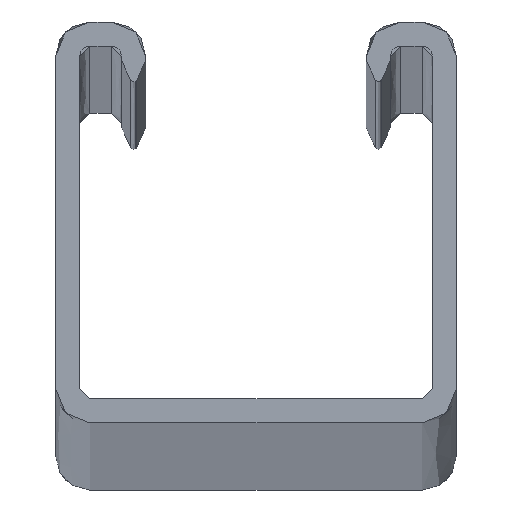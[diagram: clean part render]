
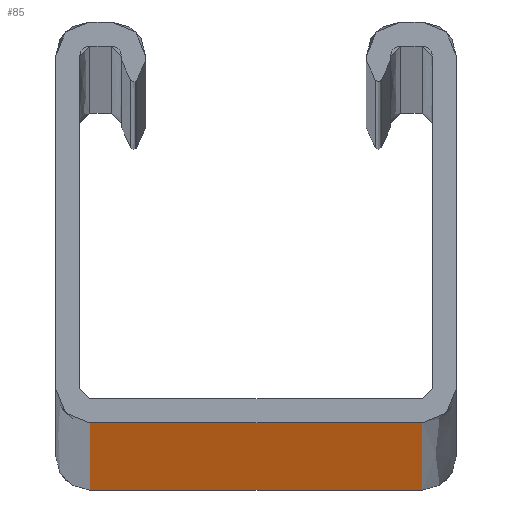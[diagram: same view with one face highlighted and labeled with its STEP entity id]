
A CAD part, top view. The second image highlights one B-rep face of the part: STEP entity #85.
In plain terms, the highlighted planar face has unit normal (0, -1, 0).
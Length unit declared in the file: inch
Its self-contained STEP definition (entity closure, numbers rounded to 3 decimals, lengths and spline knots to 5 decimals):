
#85=ADVANCED_FACE('',(#187),#188,.T.);
#187=FACE_OUTER_BOUND('',#338,.T.);
#188=PLANE('',#339);
#338=EDGE_LOOP('',(#623,#624,#625,#626));
#339=AXIS2_PLACEMENT_3D('',#627,#628,#629);
#623=ORIENTED_EDGE('',*,*,#791,.T.);
#624=ORIENTED_EDGE('',*,*,#847,.F.);
#625=ORIENTED_EDGE('',*,*,#858,.F.);
#626=ORIENTED_EDGE('',*,*,#885,.T.);
#627=CARTESIAN_POINT('',(0.51875,0.0,0.0));
#628=DIRECTION('',(0.0,-1.0,0.0));
#629=DIRECTION('',(1.0,0.0,0.0));
#791=EDGE_CURVE('',#934,#935,#936,.T.);
#847=EDGE_CURVE('',#1032,#935,#1034,.T.);
#858=EDGE_CURVE('',#1049,#1032,#1051,.T.);
#885=EDGE_CURVE('',#1049,#934,#1092,.T.);
#934=VERTEX_POINT('',#1149);
#935=VERTEX_POINT('',#1150);
#936=LINE('',#1151,#1152);
#1032=VERTEX_POINT('',#1326);
#1034=LINE('',#1331,#1332);
#1049=VERTEX_POINT('',#1353);
#1051=LINE('',#1358,#1359);
#1092=LINE('',#1441,#1442);
#1149=CARTESIAN_POINT('',(1.0375,0.0,120.0));
#1150=CARTESIAN_POINT('',(0.0,0.0,120.0));
#1151=CARTESIAN_POINT('',(1.0375,0.0,120.0));
#1152=VECTOR('',#1497,1.0);
#1326=CARTESIAN_POINT('',(0.0,0.0,0.0));
#1331=CARTESIAN_POINT('',(0.0,0.0,0.0));
#1332=VECTOR('',#1534,1.0);
#1353=CARTESIAN_POINT('',(1.0375,0.0,0.0));
#1358=CARTESIAN_POINT('',(1.0375,0.0,0.0));
#1359=VECTOR('',#1541,1.0);
#1441=CARTESIAN_POINT('',(1.0375,0.0,0.0));
#1442=VECTOR('',#1559,1.0);
#1497=DIRECTION('',(-1.0,0.0,0.0));
#1534=DIRECTION('',(0.0,0.0,1.0));
#1541=DIRECTION('',(-1.0,0.0,0.0));
#1559=DIRECTION('',(0.0,0.0,1.0));
